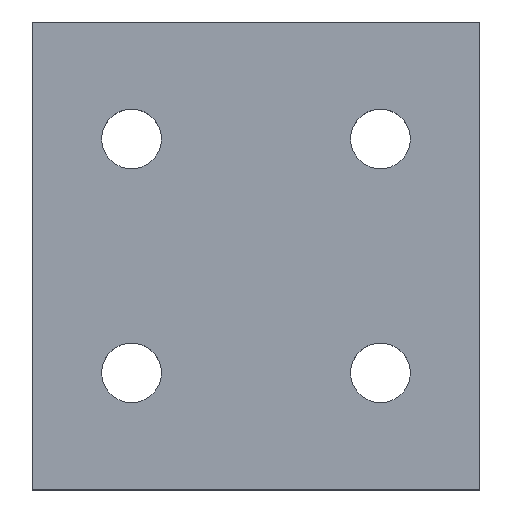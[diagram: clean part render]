
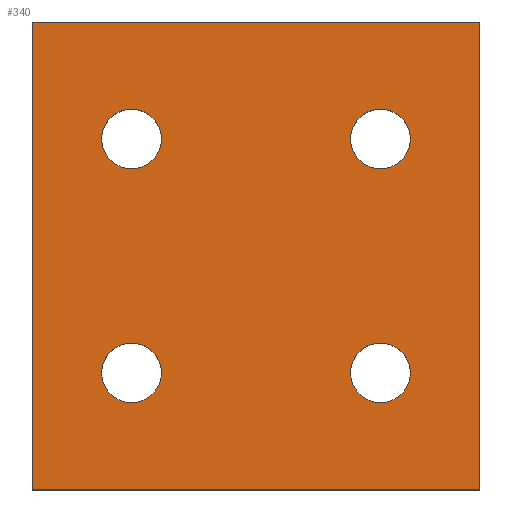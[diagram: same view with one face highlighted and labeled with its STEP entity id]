
A CAD part, top view. The second image highlights one B-rep face of the part: STEP entity #340.
In plain terms, the highlighted planar face has unit normal (0, 0, 1).
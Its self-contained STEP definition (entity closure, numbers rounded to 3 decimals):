
#2 = DIRECTION ( 'NONE',  ( 1., 0., 0. ) ) ;
#9 = DIRECTION ( 'NONE',  ( 1., 0., 0. ) ) ;
#19 = ORIENTED_EDGE ( 'NONE', *, *, #343, .F. ) ;
#33 = EDGE_CURVE ( 'NONE', #164, #397, #373, .T. ) ;
#36 = DIRECTION ( 'NONE',  ( 0., 0., 1. ) ) ;
#37 = CIRCLE ( 'NONE', #469, 1.2 ) ;
#40 = CARTESIAN_POINT ( 'NONE',  ( -5., 4.7, 4. ) ) ;
#44 = ORIENTED_EDGE ( 'NONE', *, *, #96, .F. ) ;
#45 = VERTEX_POINT ( 'NONE', #370 ) ;
#47 = LINE ( 'NONE', #195, #80 ) ;
#51 = DIRECTION ( 'NONE',  ( 0., 0., 1. ) ) ;
#52 = EDGE_LOOP ( 'NONE', ( #404, #44 ) ) ;
#54 = FACE_BOUND ( 'NONE', #52, .T. ) ;
#57 = ORIENTED_EDGE ( 'NONE', *, *, #223, .T. ) ;
#58 = CIRCLE ( 'NONE', #399, 1.2 ) ;
#60 = ORIENTED_EDGE ( 'NONE', *, *, #117, .F. ) ;
#72 = VERTEX_POINT ( 'NONE', #418 ) ;
#74 = CARTESIAN_POINT ( 'NONE',  ( 9., 9.4, 4. ) ) ;
#76 = DIRECTION ( 'NONE',  ( 1., 0., 0. ) ) ;
#80 = VECTOR ( 'NONE', #273, 1000. ) ;
#81 = AXIS2_PLACEMENT_3D ( 'NONE', #95, #51, #83 ) ;
#82 = CARTESIAN_POINT ( 'NONE',  ( -5., -4.7, 4. ) ) ;
#83 = DIRECTION ( 'NONE',  ( 1., 0., 0. ) ) ;
#85 = EDGE_CURVE ( 'NONE', #255, #290, #115, .T. ) ;
#86 = DIRECTION ( 'NONE',  ( 1., 0., 0. ) ) ;
#88 = CARTESIAN_POINT ( 'NONE',  ( 6.2, 4.7, 4. ) ) ;
#91 = VECTOR ( 'NONE', #411, 1000. ) ;
#95 = CARTESIAN_POINT ( 'NONE',  ( 0., 0., 4. ) ) ;
#96 = EDGE_CURVE ( 'NONE', #364, #203, #234, .T. ) ;
#97 = VERTEX_POINT ( 'NONE', #419 ) ;
#108 = CARTESIAN_POINT ( 'NONE',  ( -9., -9.4, 4. ) ) ;
#109 = CARTESIAN_POINT ( 'NONE',  ( 5., -4.7, 4. ) ) ;
#115 = CIRCLE ( 'NONE', #448, 1.2 ) ;
#116 = CARTESIAN_POINT ( 'NONE',  ( 5., -4.7, 4. ) ) ;
#117 = EDGE_CURVE ( 'NONE', #97, #263, #37, .T. ) ;
#120 = FACE_BOUND ( 'NONE', #175, .T. ) ;
#122 = CIRCLE ( 'NONE', #186, 1.2 ) ;
#126 = EDGE_CURVE ( 'NONE', #203, #364, #316, .T. ) ;
#128 = DIRECTION ( 'NONE',  ( 0., 0., 1. ) ) ;
#137 = ORIENTED_EDGE ( 'NONE', *, *, #447, .T. ) ;
#142 = DIRECTION ( 'NONE',  ( 1., 0., 0. ) ) ;
#153 = EDGE_CURVE ( 'NONE', #72, #288, #382, .T. ) ;
#154 = ORIENTED_EDGE ( 'NONE', *, *, #159, .F. ) ;
#159 = EDGE_CURVE ( 'NONE', #288, #72, #122, .T. ) ;
#164 = VERTEX_POINT ( 'NONE', #305 ) ;
#170 = VERTEX_POINT ( 'NONE', #74 ) ;
#171 = LINE ( 'NONE', #254, #91 ) ;
#174 = CARTESIAN_POINT ( 'NONE',  ( 9., -9.4, 4. ) ) ;
#175 = EDGE_LOOP ( 'NONE', ( #19, #471 ) ) ;
#186 = AXIS2_PLACEMENT_3D ( 'NONE', #40, #264, #492 ) ;
#187 = DIRECTION ( 'NONE',  ( 1., 0., 0. ) ) ;
#193 = CARTESIAN_POINT ( 'NONE',  ( -5., 4.7, 4. ) ) ;
#195 = CARTESIAN_POINT ( 'NONE',  ( -9., 9.4, 4. ) ) ;
#203 = VERTEX_POINT ( 'NONE', #341 ) ;
#207 = CARTESIAN_POINT ( 'NONE',  ( -6.2, 4.7, 4. ) ) ;
#212 = DIRECTION ( 'NONE',  ( 0., 0., 1. ) ) ;
#223 = EDGE_CURVE ( 'NONE', #45, #164, #47, .T. ) ;
#234 = CIRCLE ( 'NONE', #407, 1.2 ) ;
#237 = VECTOR ( 'NONE', #450, 1000. ) ;
#251 = ORIENTED_EDGE ( 'NONE', *, *, #153, .F. ) ;
#253 = EDGE_CURVE ( 'NONE', #263, #97, #58, .T. ) ;
#254 = CARTESIAN_POINT ( 'NONE',  ( -9., 9.4, 4. ) ) ;
#255 = VERTEX_POINT ( 'NONE', #349 ) ;
#263 = VERTEX_POINT ( 'NONE', #88 ) ;
#264 = DIRECTION ( 'NONE',  ( 0., 0., 1. ) ) ;
#266 = CARTESIAN_POINT ( 'NONE',  ( -5., -4.7, 4. ) ) ;
#270 = AXIS2_PLACEMENT_3D ( 'NONE', #193, #347, #496 ) ;
#273 = DIRECTION ( 'NONE',  ( 0., -1., 0. ) ) ;
#275 = FACE_BOUND ( 'NONE', #358, .T. ) ;
#288 = VERTEX_POINT ( 'NONE', #207 ) ;
#290 = VERTEX_POINT ( 'NONE', #464 ) ;
#296 = AXIS2_PLACEMENT_3D ( 'NONE', #82, #303, #76 ) ;
#302 = DIRECTION ( 'NONE',  ( 0., 0., 1. ) ) ;
#303 = DIRECTION ( 'NONE',  ( 0., 0., 1. ) ) ;
#305 = CARTESIAN_POINT ( 'NONE',  ( -9., -9.4, 4. ) ) ;
#316 = CIRCLE ( 'NONE', #296, 1.2 ) ;
#324 = ORIENTED_EDGE ( 'NONE', *, *, #253, .F. ) ;
#328 = ORIENTED_EDGE ( 'NONE', *, *, #33, .T. ) ;
#336 = LINE ( 'NONE', #445, #237 ) ;
#340 = ADVANCED_FACE ( 'NONE', ( #120, #275, #431, #360, #54 ), #393, .T. ) ;
#341 = CARTESIAN_POINT ( 'NONE',  ( -6.2, -4.7, 4. ) ) ;
#343 = EDGE_CURVE ( 'NONE', #290, #255, #429, .T. ) ;
#345 = DIRECTION ( 'NONE',  ( 0., 0., 1. ) ) ;
#346 = EDGE_LOOP ( 'NONE', ( #356, #137, #57, #328 ) ) ;
#347 = DIRECTION ( 'NONE',  ( 0., 0., 1. ) ) ;
#349 = CARTESIAN_POINT ( 'NONE',  ( 6.2, -4.7, 4. ) ) ;
#356 = ORIENTED_EDGE ( 'NONE', *, *, #413, .T. ) ;
#358 = EDGE_LOOP ( 'NONE', ( #154, #251 ) ) ;
#360 = FACE_BOUND ( 'NONE', #476, .T. ) ;
#364 = VERTEX_POINT ( 'NONE', #470 ) ;
#370 = CARTESIAN_POINT ( 'NONE',  ( -9., 9.4, 4. ) ) ;
#373 = LINE ( 'NONE', #108, #415 ) ;
#382 = CIRCLE ( 'NONE', #270, 1.2 ) ;
#388 = CARTESIAN_POINT ( 'NONE',  ( 5., 4.7, 4. ) ) ;
#393 = PLANE ( 'NONE',  #81 ) ;
#397 = VERTEX_POINT ( 'NONE', #174 ) ;
#399 = AXIS2_PLACEMENT_3D ( 'NONE', #388, #128, #86 ) ;
#404 = ORIENTED_EDGE ( 'NONE', *, *, #126, .F. ) ;
#407 = AXIS2_PLACEMENT_3D ( 'NONE', #266, #302, #187 ) ;
#411 = DIRECTION ( 'NONE',  ( -1., 0., 0. ) ) ;
#413 = EDGE_CURVE ( 'NONE', #397, #170, #336, .T. ) ;
#415 = VECTOR ( 'NONE', #142, 1000. ) ;
#418 = CARTESIAN_POINT ( 'NONE',  ( -3.8, 4.7, 4. ) ) ;
#419 = CARTESIAN_POINT ( 'NONE',  ( 3.8, 4.7, 4. ) ) ;
#421 = AXIS2_PLACEMENT_3D ( 'NONE', #116, #212, #9 ) ;
#422 = CARTESIAN_POINT ( 'NONE',  ( 5., 4.7, 4. ) ) ;
#429 = CIRCLE ( 'NONE', #421, 1.2 ) ;
#431 = FACE_OUTER_BOUND ( 'NONE', #346, .T. ) ;
#445 = CARTESIAN_POINT ( 'NONE',  ( 9., 9.4, 4. ) ) ;
#447 = EDGE_CURVE ( 'NONE', #170, #45, #171, .T. ) ;
#448 = AXIS2_PLACEMENT_3D ( 'NONE', #109, #36, #2 ) ;
#450 = DIRECTION ( 'NONE',  ( 0., 1., 0. ) ) ;
#454 = DIRECTION ( 'NONE',  ( 1., 0., 0. ) ) ;
#464 = CARTESIAN_POINT ( 'NONE',  ( 3.8, -4.7, 4. ) ) ;
#469 = AXIS2_PLACEMENT_3D ( 'NONE', #422, #345, #454 ) ;
#470 = CARTESIAN_POINT ( 'NONE',  ( -3.8, -4.7, 4. ) ) ;
#471 = ORIENTED_EDGE ( 'NONE', *, *, #85, .F. ) ;
#476 = EDGE_LOOP ( 'NONE', ( #60, #324 ) ) ;
#492 = DIRECTION ( 'NONE',  ( 1., 0., 0. ) ) ;
#496 = DIRECTION ( 'NONE',  ( 1., 0., 0. ) ) ;
